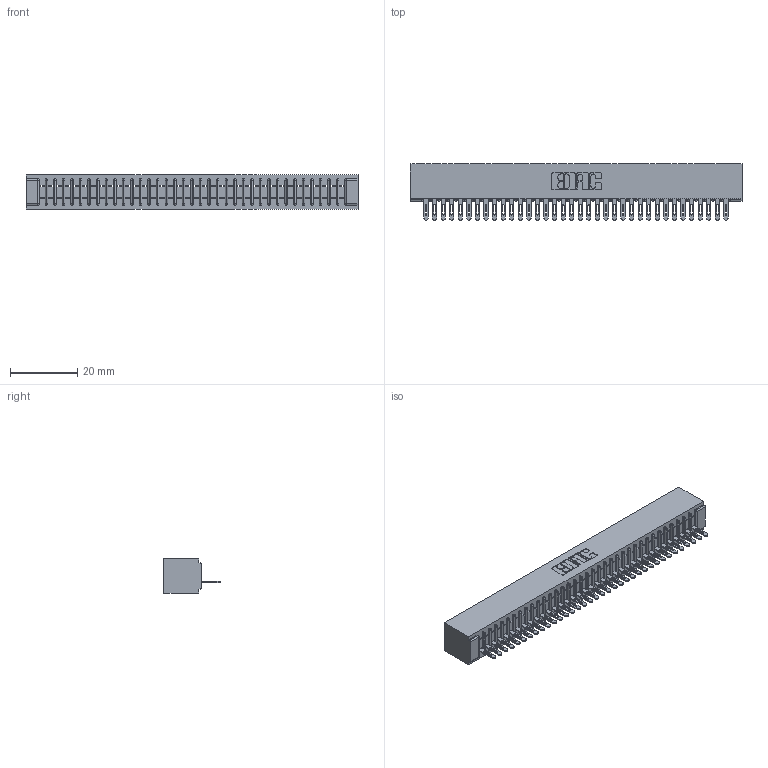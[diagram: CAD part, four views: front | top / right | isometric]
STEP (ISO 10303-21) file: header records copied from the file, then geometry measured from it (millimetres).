
FILE_DESCRIPTION (( 'STEP AP203' ), '1' );
FILE_NAME ('341-036-500-101.STEP', '2018-08-06T22:15:57', ( '' ), ( '' ), 'SwSTEP 2.0', 'SolidWorks 2016', '' );
FILE_SCHEMA (( 'CONFIG_CONTROL_DESIGN' ));
Length unit declared in the file: inch
Products named in the file (3): 341 Part_No Mounting Lugs; 341-292-001_341-292-100; 341-036-500-101
Assembly tree (37 placements, depth 2):
  341-036-500-101
    341 Part_No Mounting Lugs
    341-292-001_341-292-100  x36
Bounding box: 98.42 x 16.69 x 10.16 mm (x, y, z)
Volume: 7287.6 mm3; surface area: 11916.8 mm2
Topology: 37 solids, 37 shells, 3060 faces, 8824 edges, 5662 vertices
Faces by surface type: plane 1828, cylinder 1088, sphere 74, torus 70
Entity records: 42945 total; most frequent: CARTESIAN_POINT 7292, ORIENTED_EDGE 7280, DIRECTION 7046, EDGE_CURVE 3640, VECTOR 2934, LINE 2934, VERTEX_POINT 2302, AXIS2_PLACEMENT_3D 2056
